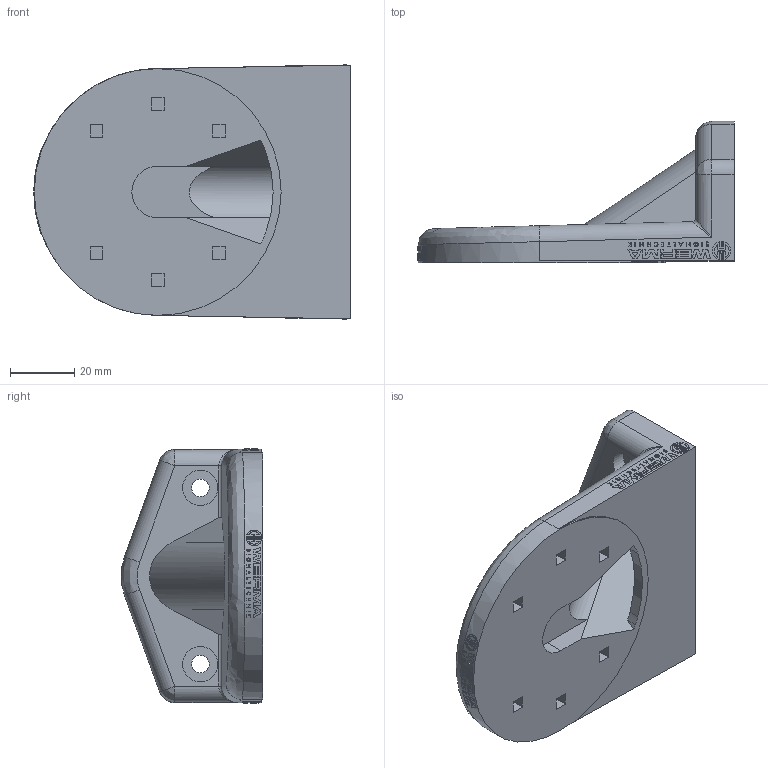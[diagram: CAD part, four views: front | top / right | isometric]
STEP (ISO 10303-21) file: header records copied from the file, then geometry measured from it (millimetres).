
FILE_DESCRIPTION (( 'STEP AP214' ), '1' );
FILE_NAME ('97582605.STEP', '2018-02-26T17:22:29', ( '' ), ( '' ), 'SwSTEP 2.0', 'SolidWorks 2017', '' );
FILE_SCHEMA (( 'AUTOMOTIVE_DESIGN' ));
Length unit declared in the file: inch
Products named in the file (1): 97582605
Bounding box: 98.6 x 44.2 x 79.27 mm (x, y, z)
Volume: 84443.2 mm3; surface area: 25601.4 mm2
Topology: 1 solids, 1 shells, 838 faces, 2254 edges, 1494 vertices
Faces by surface type: plane 616, cylinder 214, bspline 8
Entity records: 27798 total; most frequent: CARTESIAN_POINT 6883, ORIENTED_EDGE 4500, DIRECTION 4082, EDGE_CURVE 2250, LINE 1642, VECTOR 1642, VERTEX_POINT 1494, AXIS2_PLACEMENT_3D 1220
